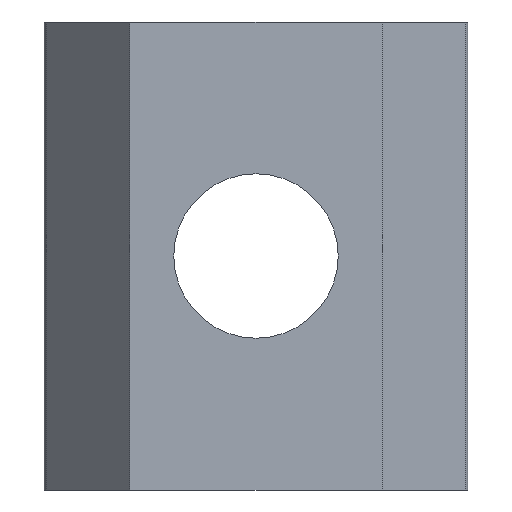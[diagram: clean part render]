
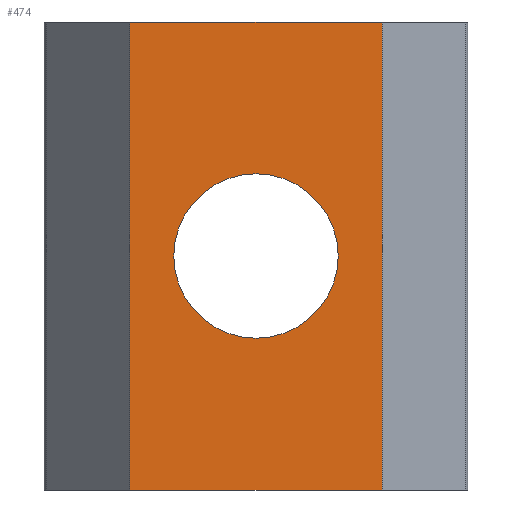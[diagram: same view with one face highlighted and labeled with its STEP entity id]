
A CAD part, front view. The second image highlights one B-rep face of the part: STEP entity #474.
In plain terms, the highlighted planar face has unit normal (0, -1, 0).
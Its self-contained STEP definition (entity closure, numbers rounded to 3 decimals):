
#15 = EDGE_LOOP ( 'NONE', ( #670, #550, #393, #32 ) ) ;
#32 = ORIENTED_EDGE ( 'NONE', *, *, #526, .T. ) ;
#35 = VERTEX_POINT ( 'NONE', #810 ) ;
#37 = CARTESIAN_POINT ( 'NONE',  ( 4., -3.1, -7.4 ) ) ;
#49 = LINE ( 'NONE', #149, #157 ) ;
#56 = CARTESIAN_POINT ( 'NONE',  ( 0., -3.1, 0. ) ) ;
#77 = EDGE_CURVE ( 'NONE', #519, #493, #297, .T. ) ;
#82 = VECTOR ( 'NONE', #254, 1000. ) ;
#84 = CIRCLE ( 'NONE', #234, 2.6 ) ;
#142 = VECTOR ( 'NONE', #636, 1000. ) ;
#147 = EDGE_CURVE ( 'NONE', #35, #807, #49, .T. ) ;
#149 = CARTESIAN_POINT ( 'NONE',  ( 4., -3.1, 7.4 ) ) ;
#157 = VECTOR ( 'NONE', #382, 1000. ) ;
#234 = AXIS2_PLACEMENT_3D ( 'NONE', #56, #558, #487 ) ;
#252 = DIRECTION ( 'NONE',  ( 1., 0., 0. ) ) ;
#254 = DIRECTION ( 'NONE',  ( 0., 0., -1. ) ) ;
#292 = AXIS2_PLACEMENT_3D ( 'NONE', #779, #693, #614 ) ;
#297 = LINE ( 'NONE', #37, #389 ) ;
#333 = CARTESIAN_POINT ( 'NONE',  ( -4., -3.1, 7.4 ) ) ;
#354 = ORIENTED_EDGE ( 'NONE', *, *, #713, .T. ) ;
#357 = CARTESIAN_POINT ( 'NONE',  ( -4., -3.1, -7.4 ) ) ;
#362 = FACE_OUTER_BOUND ( 'NONE', #15, .T. ) ;
#364 = CARTESIAN_POINT ( 'NONE',  ( 4., -3.1, 7.4 ) ) ;
#382 = DIRECTION ( 'NONE',  ( 1., 0., 0. ) ) ;
#389 = VECTOR ( 'NONE', #252, 1000. ) ;
#393 = ORIENTED_EDGE ( 'NONE', *, *, #147, .F. ) ;
#415 = AXIS2_PLACEMENT_3D ( 'NONE', #707, #625, #551 ) ;
#430 = LINE ( 'NONE', #333, #82 ) ;
#447 = CARTESIAN_POINT ( 'NONE',  ( -2.6, -3.1, 0. ) ) ;
#462 = VERTEX_POINT ( 'NONE', #565 ) ;
#474 = ADVANCED_FACE ( 'NONE', ( #600, #362 ), #793, .F. ) ;
#487 = DIRECTION ( 'NONE',  ( -1., 0., 0. ) ) ;
#493 = VERTEX_POINT ( 'NONE', #527 ) ;
#496 = VERTEX_POINT ( 'NONE', #447 ) ;
#519 = VERTEX_POINT ( 'NONE', #357 ) ;
#526 = EDGE_CURVE ( 'NONE', #35, #519, #430, .T. ) ;
#527 = CARTESIAN_POINT ( 'NONE',  ( 4., -3.1, -7.4 ) ) ;
#550 = ORIENTED_EDGE ( 'NONE', *, *, #711, .F. ) ;
#551 = DIRECTION ( 'NONE',  ( -1., 0., 0. ) ) ;
#558 = DIRECTION ( 'NONE',  ( 0., 1., 0. ) ) ;
#565 = CARTESIAN_POINT ( 'NONE',  ( 2.6, -3.1, 0. ) ) ;
#600 = FACE_BOUND ( 'NONE', #762, .T. ) ;
#614 = DIRECTION ( 'NONE',  ( -1., 0., 0. ) ) ;
#625 = DIRECTION ( 'NONE',  ( 0., 1., 0. ) ) ;
#636 = DIRECTION ( 'NONE',  ( 0., 0., -1. ) ) ;
#670 = ORIENTED_EDGE ( 'NONE', *, *, #77, .T. ) ;
#682 = ORIENTED_EDGE ( 'NONE', *, *, #780, .T. ) ;
#693 = DIRECTION ( 'NONE',  ( 0., 1., 0. ) ) ;
#707 = CARTESIAN_POINT ( 'NONE',  ( 4., -3.1, 7.4 ) ) ;
#711 = EDGE_CURVE ( 'NONE', #807, #493, #805, .T. ) ;
#713 = EDGE_CURVE ( 'NONE', #462, #496, #84, .T. ) ;
#722 = CARTESIAN_POINT ( 'NONE',  ( 4., -3.1, 7.4 ) ) ;
#762 = EDGE_LOOP ( 'NONE', ( #682, #354 ) ) ;
#776 = CIRCLE ( 'NONE', #292, 2.6 ) ;
#779 = CARTESIAN_POINT ( 'NONE',  ( 0., -3.1, 0. ) ) ;
#780 = EDGE_CURVE ( 'NONE', #496, #462, #776, .T. ) ;
#793 = PLANE ( 'NONE',  #415 ) ;
#805 = LINE ( 'NONE', #722, #142 ) ;
#807 = VERTEX_POINT ( 'NONE', #364 ) ;
#810 = CARTESIAN_POINT ( 'NONE',  ( -4., -3.1, 7.4 ) ) ;
